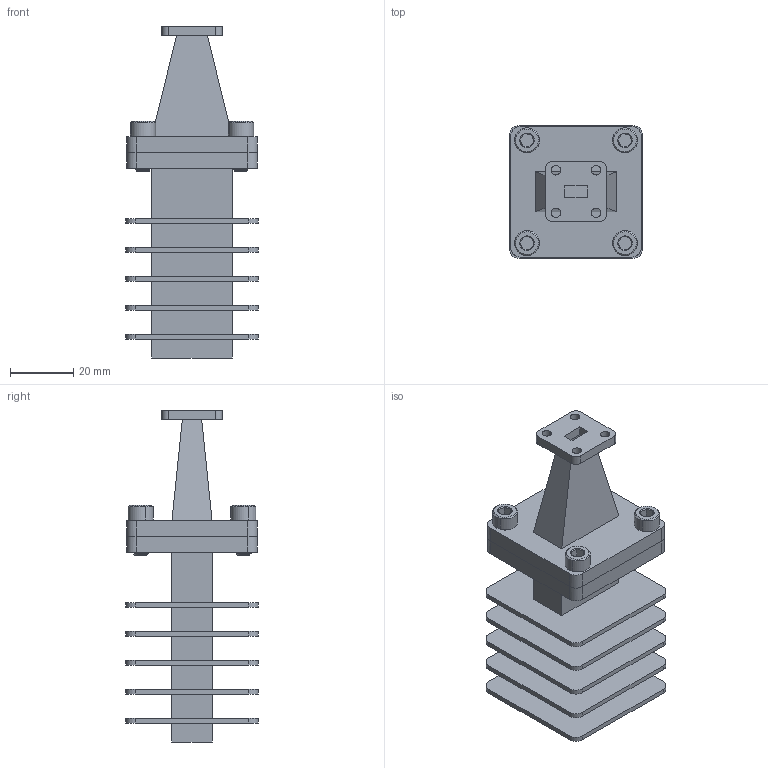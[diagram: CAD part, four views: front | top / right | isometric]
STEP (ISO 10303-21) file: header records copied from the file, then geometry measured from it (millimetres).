
FILE_DESCRIPTION (( 'STEP AP214' ), '1' );
FILE_NAME ('PE-W28TR1004.step', '2021-06-04T19:02:07', ( '' ), ( '' ), 'SwSTEP 2.0', 'SolidWorks 2020', '' );
FILE_SCHEMA (( 'AUTOMOTIVE_DESIGN' ));
Length unit declared in the file: inch
Products named in the file (1): PE-W28TR1004
Bounding box: 42 x 42 x 105 mm (x, y, z)
Volume: 35211.6 mm3; surface area: 34360.2 mm2
Topology: 1 solids, 1 shells, 489 faces, 1292 edges, 832 vertices
Faces by surface type: cylinder 284, plane 137, cone 60, bspline 8
Entity records: 24254 total; most frequent: CARTESIAN_POINT 13478, ORIENTED_EDGE 2584, DIRECTION 1896, EDGE_CURVE 1292, VERTEX_POINT 832, AXIS2_PLACEMENT_3D 666, LINE 564, VECTOR 564
